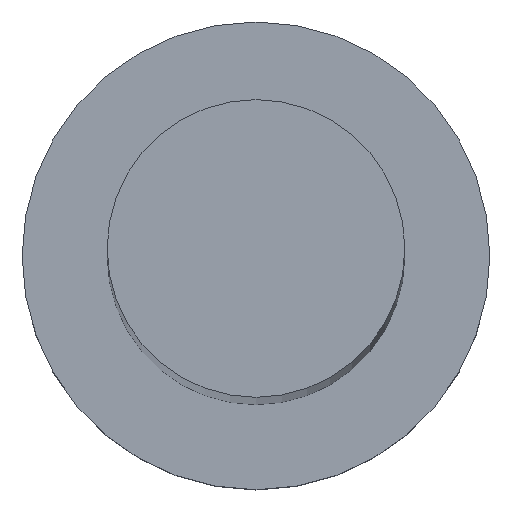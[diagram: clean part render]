
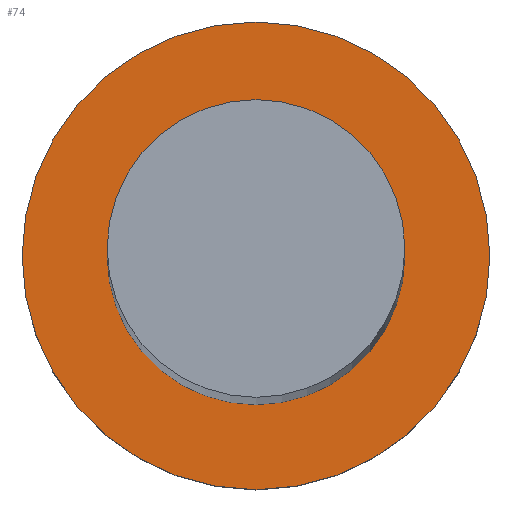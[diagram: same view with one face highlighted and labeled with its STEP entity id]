
A CAD part, top view. The second image highlights one B-rep face of the part: STEP entity #74.
In plain terms, the highlighted planar face has unit normal (0, 0, 1).
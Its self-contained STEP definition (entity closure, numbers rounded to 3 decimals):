
#12 = DIRECTION ( 'NONE',  ( 0., 0., 1. ) ) ;
#13 = DIRECTION ( 'NONE',  ( 1., 0., 0. ) ) ;
#16 = DIRECTION ( 'NONE',  ( 1., 0., 0. ) ) ;
#17 = AXIS2_PLACEMENT_3D ( 'NONE', #147, #71, #170 ) ;
#20 = CARTESIAN_POINT ( 'NONE',  ( 0., 0., 7. ) ) ;
#21 = EDGE_LOOP ( 'NONE', ( #75, #113 ) ) ;
#24 = CIRCLE ( 'NONE', #50, 11. ) ;
#33 = FACE_BOUND ( 'NONE', #21, .T. ) ;
#34 = PLANE ( 'NONE',  #191 ) ;
#35 = DIRECTION ( 'NONE',  ( 0., 0., 1. ) ) ;
#36 = EDGE_LOOP ( 'NONE', ( #242, #202 ) ) ;
#49 = CARTESIAN_POINT ( 'NONE',  ( 0., 0., 7. ) ) ;
#50 = AXIS2_PLACEMENT_3D ( 'NONE', #185, #12, #13 ) ;
#59 = VERTEX_POINT ( 'NONE', #139 ) ;
#62 = CIRCLE ( 'NONE', #126, 7. ) ;
#64 = EDGE_CURVE ( 'NONE', #59, #152, #62, .T. ) ;
#71 = DIRECTION ( 'NONE',  ( 0., 0., 1. ) ) ;
#73 = DIRECTION ( 'NONE',  ( 0., 0., 1. ) ) ;
#74 = ADVANCED_FACE ( 'NONE', ( #33, #135 ), #34, .T. ) ;
#75 = ORIENTED_EDGE ( 'NONE', *, *, #245, .F. ) ;
#77 = CARTESIAN_POINT ( 'NONE',  ( 0., 0., 7. ) ) ;
#78 = DIRECTION ( 'NONE',  ( 1., 0., 0. ) ) ;
#79 = DIRECTION ( 'NONE',  ( 0., 0., 1. ) ) ;
#80 = CIRCLE ( 'NONE', #17, 11. ) ;
#113 = ORIENTED_EDGE ( 'NONE', *, *, #64, .F. ) ;
#125 = CARTESIAN_POINT ( 'NONE',  ( -7., 0., 7. ) ) ;
#126 = AXIS2_PLACEMENT_3D ( 'NONE', #77, #79, #154 ) ;
#135 = FACE_OUTER_BOUND ( 'NONE', #36, .T. ) ;
#139 = CARTESIAN_POINT ( 'NONE',  ( 7., 0., 7. ) ) ;
#140 = VERTEX_POINT ( 'NONE', #162 ) ;
#147 = CARTESIAN_POINT ( 'NONE',  ( 0., 0., 7. ) ) ;
#152 = VERTEX_POINT ( 'NONE', #125 ) ;
#154 = DIRECTION ( 'NONE',  ( 1., 0., 0. ) ) ;
#162 = CARTESIAN_POINT ( 'NONE',  ( 11., 0., 7. ) ) ;
#170 = DIRECTION ( 'NONE',  ( 1., 0., 0. ) ) ;
#172 = VERTEX_POINT ( 'NONE', #236 ) ;
#185 = CARTESIAN_POINT ( 'NONE',  ( 0., 0., 7. ) ) ;
#191 = AXIS2_PLACEMENT_3D ( 'NONE', #20, #35, #78 ) ;
#197 = EDGE_CURVE ( 'NONE', #140, #172, #24, .T. ) ;
#200 = AXIS2_PLACEMENT_3D ( 'NONE', #49, #73, #16 ) ;
#202 = ORIENTED_EDGE ( 'NONE', *, *, #197, .T. ) ;
#208 = CIRCLE ( 'NONE', #200, 7. ) ;
#224 = EDGE_CURVE ( 'NONE', #172, #140, #80, .T. ) ;
#236 = CARTESIAN_POINT ( 'NONE',  ( -11., 0., 7. ) ) ;
#242 = ORIENTED_EDGE ( 'NONE', *, *, #224, .T. ) ;
#245 = EDGE_CURVE ( 'NONE', #152, #59, #208, .T. ) ;
